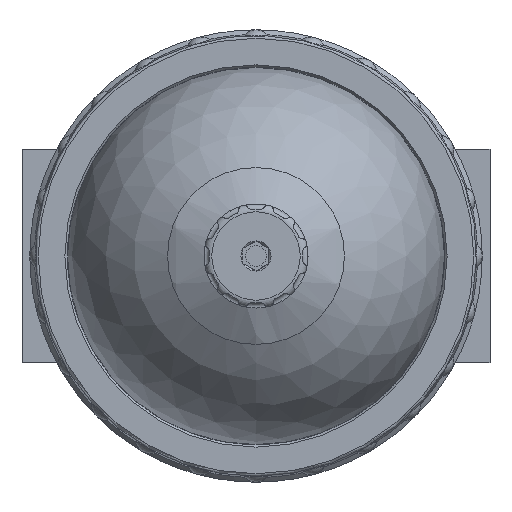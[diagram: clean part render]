
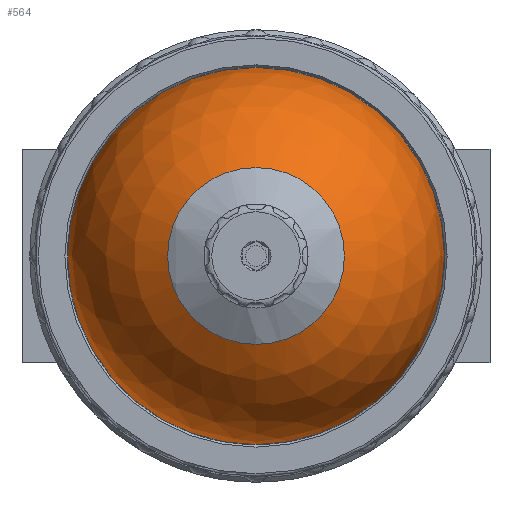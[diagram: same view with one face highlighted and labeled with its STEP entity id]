
A CAD part, front view. The second image highlights one B-rep face of the part: STEP entity #564.
In plain terms, the highlighted spherical face has radius 36.25 mm.
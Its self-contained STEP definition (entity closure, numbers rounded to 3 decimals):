
#564 = ADVANCED_FACE( '', ( #1359, #1360 ), #1361, .T. );
#1359 = FACE_OUTER_BOUND( '', #2201, .T. );
#1360 = FACE_OUTER_BOUND( '', #2202, .T. );
#1361 = SPHERICAL_SURFACE( '', #2203, 36.25 );
#2201 = EDGE_LOOP( '', ( #5101 ) );
#2202 = EDGE_LOOP( '', ( #5102 ) );
#2203 = AXIS2_PLACEMENT_3D( '', #5103, #5104, #5105 );
#5101 = ORIENTED_EDGE( '', *, *, #6038, .T. );
#5102 = ORIENTED_EDGE( '', *, *, #6087, .F. );
#5103 = CARTESIAN_POINT( '', ( 0., -89.5, 0. ) );
#5104 = DIRECTION( '', ( 0., -1., 0. ) );
#5105 = DIRECTION( '', ( 1., 0., 0. ) );
#6038 = EDGE_CURVE( '', #7553, #7553, #7554, .T. );
#6087 = EDGE_CURVE( '', #7603, #7603, #7604, .T. );
#7553 = VERTEX_POINT( '', #12967 );
#7554 = CIRCLE( '', #12968, 36.25 );
#7603 = VERTEX_POINT( '', #13065 );
#7604 = CIRCLE( '', #13066, 17. );
#12967 = CARTESIAN_POINT( '', ( 0., -89.5, -36.25 ) );
#12968 = AXIS2_PLACEMENT_3D( '', #14190, #14191, #14192 );
#13065 = CARTESIAN_POINT( '', ( 0., -121.517, -17. ) );
#13066 = AXIS2_PLACEMENT_3D( '', #14241, #14242, #14243 );
#14190 = CARTESIAN_POINT( '', ( 0., -89.5, 0. ) );
#14191 = DIRECTION( '', ( 0., -1., 0. ) );
#14192 = DIRECTION( '', ( 0., 0., -1. ) );
#14241 = CARTESIAN_POINT( '', ( 0., -121.517, 0. ) );
#14242 = DIRECTION( '', ( 0., -1., 0. ) );
#14243 = DIRECTION( '', ( 0., 0., -1. ) );
